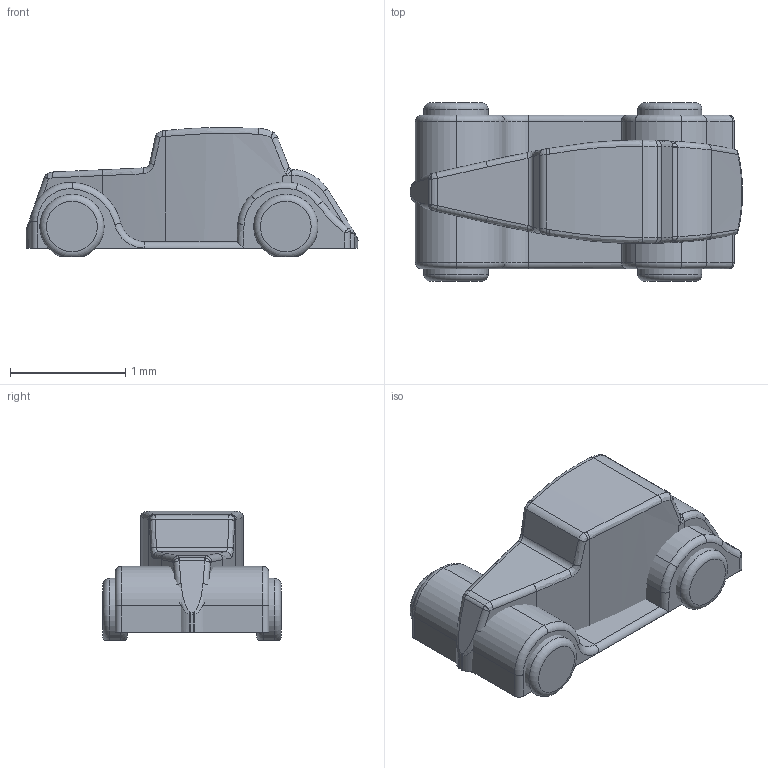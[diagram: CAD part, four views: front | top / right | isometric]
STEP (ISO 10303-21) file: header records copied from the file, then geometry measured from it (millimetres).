
FILE_DESCRIPTION(/* description */ (''),/* implementation_level */ '2;1');
FILE_NAME(/* name */ 'full_coupe.stp',/* time_stamp */ '2025-03-15T12:34:19+01:00',/* author */ ('Matte'),/* organization */ (''),/* preprocessor_version */ 'ST-DEVELOPER v20',/* originating_system */ 'Autodesk Inventor 2025',/* authorisation */ '');
FILE_SCHEMA (('AUTOMOTIVE_DESIGN { 1 0 10303 214 3 1 1 }'));
Length unit declared in the file: millimetre
Products named in the file (1): fullBody
Bounding box: 2.88 x 1.55 x 1.12 mm (x, y, z)
Volume: 3 mm3; surface area: 22.8 mm2
Topology: 6 solids, 6 shells, 152 faces, 350 edges, 204 vertices
Faces by surface type: cylinder 51, bspline 48, plane 27, torus 24, sphere 2
Entity records: 5594 total; most frequent: CARTESIAN_POINT 2291, ORIENTED_EDGE 688, DIRECTION 674, EDGE_CURVE 344, AXIS2_PLACEMENT_3D 295, VERTEX_POINT 204, CIRCLE 158, FACE_OUTER_BOUND 152
